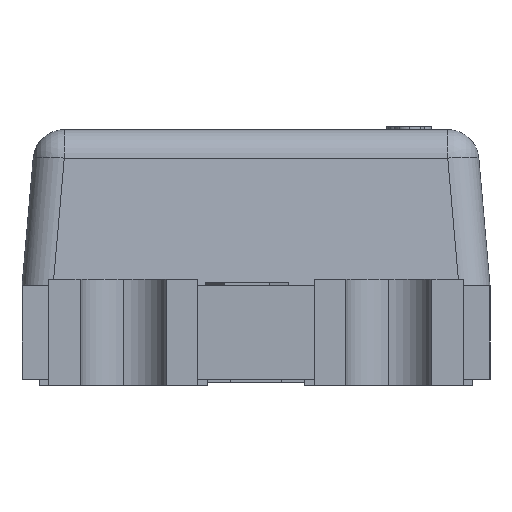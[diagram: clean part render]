
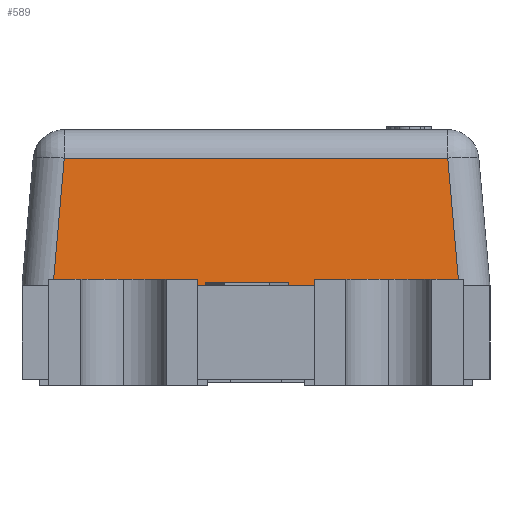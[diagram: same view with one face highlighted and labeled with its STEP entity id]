
A CAD part, left-side view. The second image highlights one B-rep face of the part: STEP entity #589.
In plain terms, the highlighted planar face has unit normal (-0.996, 0, 0.087).
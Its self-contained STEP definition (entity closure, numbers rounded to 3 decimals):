
#218 = VECTOR ( 'NONE', #9501, 1000. ) ;
#589 = ADVANCED_FACE ( 'NONE', ( #13233 ), #11833, .T. ) ;
#896 = CARTESIAN_POINT ( 'NONE',  ( -0.55, 0.65, 0.3 ) ) ;
#1178 = CARTESIAN_POINT ( 'NONE',  ( -0.514, -0.75, 0.709 ) ) ;
#1462 = CARTESIAN_POINT ( 'NONE',  ( -0.55, -0.55, 0.3 ) ) ;
#1560 = DIRECTION ( 'NONE',  ( 0.087, 0.087, 0.992 ) ) ;
#1649 = CARTESIAN_POINT ( 'NONE',  ( -0.551, -0.651, 0.291 ) ) ;
#1900 = AXIS2_PLACEMENT_3D ( 'NONE', #4083, #10490, #4157 ) ;
#2303 = EDGE_CURVE ( 'NONE', #13315, #4346, #16403, .T. ) ;
#2654 = ORIENTED_EDGE ( 'NONE', *, *, #5805, .T. ) ;
#2733 = DIRECTION ( 'NONE',  ( 0., -1., 0. ) ) ;
#2784 = VERTEX_POINT ( 'NONE', #3887 ) ;
#2902 = VERTEX_POINT ( 'NONE', #1462 ) ;
#3099 = VERTEX_POINT ( 'NONE', #15249 ) ;
#3149 = CARTESIAN_POINT ( 'NONE',  ( -0.55, 0.3, 0.3 ) ) ;
#3220 = CARTESIAN_POINT ( 'NONE',  ( -0.548, -0.3, 0.32 ) ) ;
#3306 = CARTESIAN_POINT ( 'NONE',  ( -0.514, 0.615, 0.709 ) ) ;
#3319 = EDGE_CURVE ( 'NONE', #2902, #15447, #7137, .T. ) ;
#3478 = ORIENTED_EDGE ( 'NONE', *, *, #15364, .T. ) ;
#3557 = VERTEX_POINT ( 'NONE', #10718 ) ;
#3583 = EDGE_CURVE ( 'NONE', #10090, #12770, #5637, .T. ) ;
#3737 = CARTESIAN_POINT ( 'NONE',  ( -0.548, -0.55, 0.32 ) ) ;
#3887 = CARTESIAN_POINT ( 'NONE',  ( -0.55, -0.3, 0.3 ) ) ;
#3994 = VECTOR ( 'NONE', #13648, 1000. ) ;
#3998 = CARTESIAN_POINT ( 'NONE',  ( -0.55, -0.3, 0.3 ) ) ;
#4083 = CARTESIAN_POINT ( 'NONE',  ( -0.55, -0.75, 0.3 ) ) ;
#4157 = DIRECTION ( 'NONE',  ( 0.087, 0., 0.996 ) ) ;
#4346 = VERTEX_POINT ( 'NONE', #3306 ) ;
#4437 = VECTOR ( 'NONE', #15649, 1000. ) ;
#4604 = ORIENTED_EDGE ( 'NONE', *, *, #9105, .T. ) ;
#4624 = VECTOR ( 'NONE', #15006, 1000. ) ;
#4827 = ORIENTED_EDGE ( 'NONE', *, *, #3583, .T. ) ;
#5418 = CARTESIAN_POINT ( 'NONE',  ( -0.548, -0.75, 0.32 ) ) ;
#5419 = LINE ( 'NONE', #3998, #4437 ) ;
#5637 = LINE ( 'NONE', #3149, #12826 ) ;
#5644 = EDGE_CURVE ( 'NONE', #10090, #3099, #13577, .T. ) ;
#5730 = EDGE_CURVE ( 'NONE', #7899, #10409, #12663, .T. ) ;
#5767 = CARTESIAN_POINT ( 'NONE',  ( -0.548, -0.75, 0.32 ) ) ;
#5805 = EDGE_CURVE ( 'NONE', #4346, #13470, #9810, .T. ) ;
#5920 = DIRECTION ( 'NONE',  ( 0., 1., 0. ) ) ;
#6830 = VECTOR ( 'NONE', #5920, 1000. ) ;
#7137 = LINE ( 'NONE', #8634, #7212 ) ;
#7212 = VECTOR ( 'NONE', #7465, 1000. ) ;
#7255 = LINE ( 'NONE', #10089, #4624 ) ;
#7465 = DIRECTION ( 'NONE',  ( 0., -1., 0. ) ) ;
#7899 = VERTEX_POINT ( 'NONE', #3737 ) ;
#8014 = CARTESIAN_POINT ( 'NONE',  ( -0.514, -0.615, 0.709 ) ) ;
#8634 = CARTESIAN_POINT ( 'NONE',  ( -0.55, -0.75, 0.3 ) ) ;
#8664 = ORIENTED_EDGE ( 'NONE', *, *, #16339, .F. ) ;
#9105 = EDGE_CURVE ( 'NONE', #3557, #3099, #10448, .T. ) ;
#9437 = ORIENTED_EDGE ( 'NONE', *, *, #14481, .T. ) ;
#9501 = DIRECTION ( 'NONE',  ( 0., 1., 0. ) ) ;
#9810 = LINE ( 'NONE', #14812, #13725 ) ;
#10089 = CARTESIAN_POINT ( 'NONE',  ( -0.55, -0.55, 0.3 ) ) ;
#10090 = VERTEX_POINT ( 'NONE', #10337 ) ;
#10283 = VECTOR ( 'NONE', #14552, 1000. ) ;
#10337 = CARTESIAN_POINT ( 'NONE',  ( -0.548, 0.3, 0.32 ) ) ;
#10409 = VERTEX_POINT ( 'NONE', #3220 ) ;
#10448 = LINE ( 'NONE', #11543, #14663 ) ;
#10490 = DIRECTION ( 'NONE',  ( -0.996, 0., 0.087 ) ) ;
#10718 = CARTESIAN_POINT ( 'NONE',  ( -0.55, 0.55, 0.3 ) ) ;
#11292 = ORIENTED_EDGE ( 'NONE', *, *, #5644, .F. ) ;
#11543 = CARTESIAN_POINT ( 'NONE',  ( -0.55, 0.55, 0.3 ) ) ;
#11833 = PLANE ( 'NONE',  #1900 ) ;
#11878 = LINE ( 'NONE', #14278, #12954 ) ;
#11992 = LINE ( 'NONE', #14639, #10283 ) ;
#12203 = DIRECTION ( 'NONE',  ( -0.087, 0., -0.996 ) ) ;
#12663 = LINE ( 'NONE', #5418, #218 ) ;
#12760 = ORIENTED_EDGE ( 'NONE', *, *, #3319, .T. ) ;
#12770 = VERTEX_POINT ( 'NONE', #14948 ) ;
#12774 = LINE ( 'NONE', #1649, #15606 ) ;
#12826 = VECTOR ( 'NONE', #12203, 1000. ) ;
#12954 = VECTOR ( 'NONE', #2733, 1000. ) ;
#13233 = FACE_OUTER_BOUND ( 'NONE', #15952, .T. ) ;
#13315 = VERTEX_POINT ( 'NONE', #8014 ) ;
#13470 = VERTEX_POINT ( 'NONE', #896 ) ;
#13577 = LINE ( 'NONE', #5767, #6830 ) ;
#13648 = DIRECTION ( 'NONE',  ( 0., 1., 0. ) ) ;
#13725 = VECTOR ( 'NONE', #14730, 1000. ) ;
#13739 = ORIENTED_EDGE ( 'NONE', *, *, #14843, .F. ) ;
#13955 = DIRECTION ( 'NONE',  ( 0.087, 0., 0.996 ) ) ;
#14278 = CARTESIAN_POINT ( 'NONE',  ( -0.55, -0.75, 0.3 ) ) ;
#14343 = ORIENTED_EDGE ( 'NONE', *, *, #15562, .T. ) ;
#14481 = EDGE_CURVE ( 'NONE', #12770, #2784, #11992, .T. ) ;
#14552 = DIRECTION ( 'NONE',  ( 0., -1., 0. ) ) ;
#14639 = CARTESIAN_POINT ( 'NONE',  ( -0.55, -0.75, 0.3 ) ) ;
#14663 = VECTOR ( 'NONE', #13955, 1000. ) ;
#14695 = ORIENTED_EDGE ( 'NONE', *, *, #5730, .F. ) ;
#14730 = DIRECTION ( 'NONE',  ( -0.087, 0.087, -0.992 ) ) ;
#14812 = CARTESIAN_POINT ( 'NONE',  ( -0.539, 0.64, 0.421 ) ) ;
#14843 = EDGE_CURVE ( 'NONE', #10409, #2784, #5419, .T. ) ;
#14948 = CARTESIAN_POINT ( 'NONE',  ( -0.55, 0.3, 0.3 ) ) ;
#14995 = ORIENTED_EDGE ( 'NONE', *, *, #2303, .T. ) ;
#15006 = DIRECTION ( 'NONE',  ( 0.087, 0., 0.996 ) ) ;
#15249 = CARTESIAN_POINT ( 'NONE',  ( -0.548, 0.55, 0.32 ) ) ;
#15364 = EDGE_CURVE ( 'NONE', #13470, #3557, #11878, .T. ) ;
#15447 = VERTEX_POINT ( 'NONE', #15858 ) ;
#15562 = EDGE_CURVE ( 'NONE', #15447, #13315, #12774, .T. ) ;
#15606 = VECTOR ( 'NONE', #1560, 1000. ) ;
#15649 = DIRECTION ( 'NONE',  ( -0.087, 0., -0.996 ) ) ;
#15858 = CARTESIAN_POINT ( 'NONE',  ( -0.55, -0.65, 0.3 ) ) ;
#15952 = EDGE_LOOP ( 'NONE', ( #12760, #14343, #14995, #2654, #3478, #4604, #11292, #4827, #9437, #13739, #14695, #8664 ) ) ;
#16339 = EDGE_CURVE ( 'NONE', #2902, #7899, #7255, .T. ) ;
#16403 = LINE ( 'NONE', #1178, #3994 ) ;
